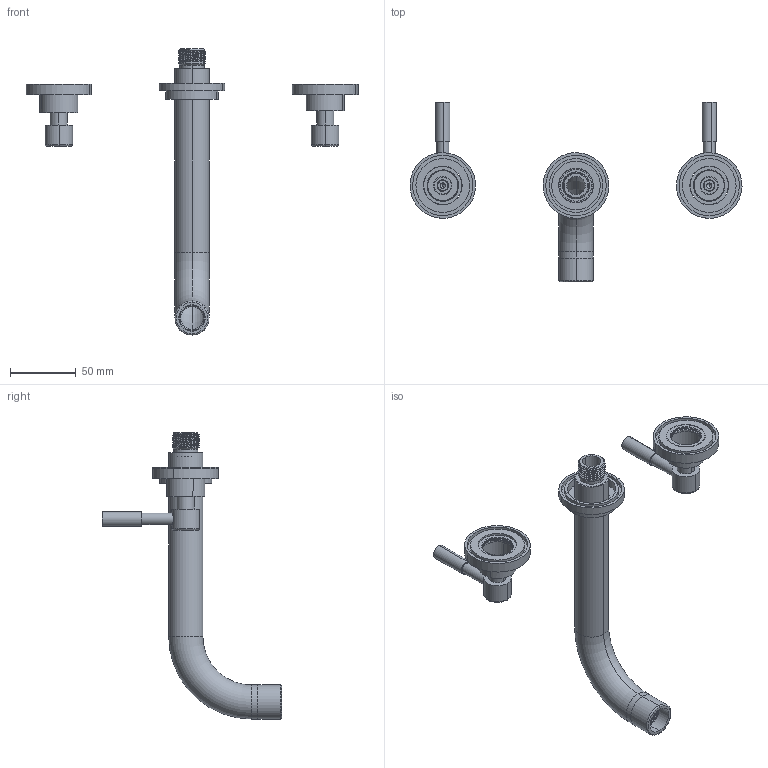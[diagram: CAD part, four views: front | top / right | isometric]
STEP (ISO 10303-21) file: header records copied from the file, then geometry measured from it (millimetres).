
FILE_DESCRIPTION (( 'STEP AP214' ), '1' );
FILE_NAME ('PA005_Step_v10822.STEP', '2022-08-16T13:38:27', ( '' ), ( '' ), 'SwSTEP 2.0', 'SolidWorks 2019', '' );
FILE_SCHEMA (( 'AUTOMOTIVE_DESIGN' ));
Length unit declared in the file: millimetre
Products named in the file (16): T805714.stp; T8057112.stp; T805712.stp; PA005_Step_v10822; T805711.stp; T805716.stp; T805713.stp; T805715.stp; T8057110.stp; T805718.stp; T8057111.stp; T805719.stp; T805717.stp; T8057113.stp; T8057114.stp; T80571.stp
Assembly tree (15 placements, depth 3):
  PA005_Step_v10822
    T80571.stp
      T805711.stp
      T805712.stp
      T805713.stp
      T805714.stp
      T805715.stp
      T805716.stp
      T805717.stp
      T805718.stp
      T805719.stp
      T8057110.stp
      T8057111.stp
      T8057112.stp
      T8057113.stp
      T8057114.stp
Bounding box: 252.95 x 136.5 x 218 mm (x, y, z)
Volume: 77731.3 mm3; surface area: 83649.5 mm2
Topology: 14 solids, 14 shells, 733 faces, 1992 edges, 1308 vertices
Faces by surface type: cylinder 446, plane 197, cone 45, bspline 35, torus 10
Full cylindrical faces by diameter (mm): 5 x2
Entity records: 82096 total; most frequent: CARTESIAN_POINT 64639, ORIENTED_EDGE 3976, DIRECTION 2755, EDGE_CURVE 1988, VERTEX_POINT 1312, AXIS2_PLACEMENT_3D 1003, B_SPLINE_CURVE_WITH_KNOTS 953, EDGE_LOOP 786
